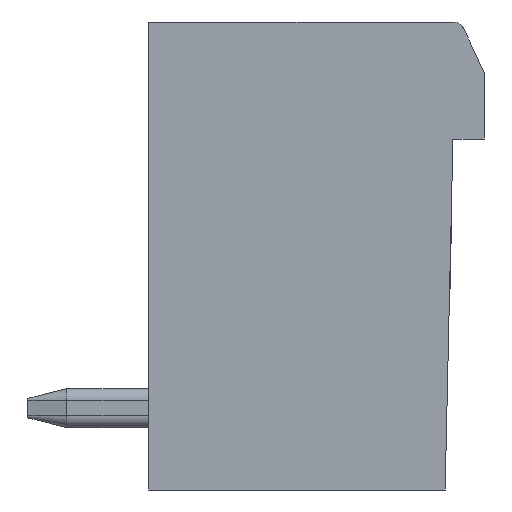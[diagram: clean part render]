
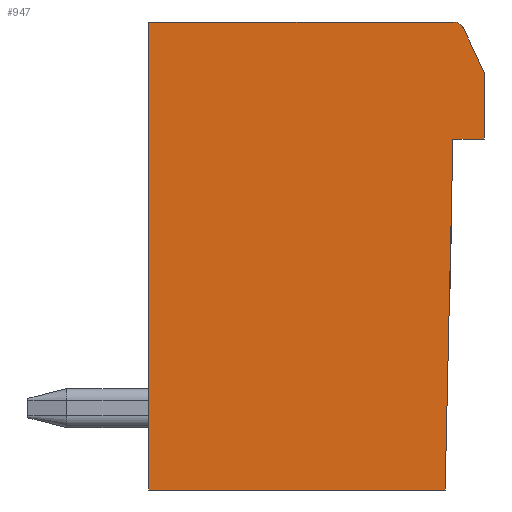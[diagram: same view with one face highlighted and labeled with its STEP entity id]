
A CAD part, left-side view. The second image highlights one B-rep face of the part: STEP entity #947.
In plain terms, the highlighted planar face has unit normal (-1, 0, 0).
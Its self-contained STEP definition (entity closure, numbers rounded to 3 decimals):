
#947=ADVANCED_FACE('',(#2407),#1687,.F.);
#1687=PLANE('',#16111);
#2407=FACE_OUTER_BOUND('',#3254,.T.);
#3254=EDGE_LOOP('',(#10319,#10320,#10321,#10322,#10323,#10324,#10325,#10326));
#3742=LINE('',#21045,#5569);
#3745=LINE('',#21051,#5572);
#3748=LINE('',#21057,#5575);
#4003=LINE('',#21566,#5830);
#4040=LINE('',#21633,#5867);
#4069=LINE('',#21698,#5896);
#5003=LINE('',#24096,#6830);
#5569=VECTOR('',#16919,1.);
#5572=VECTOR('',#16924,1.);
#5575=VECTOR('',#16929,1.);
#5830=VECTOR('',#17186,1.);
#5867=VECTOR('',#17225,1.);
#5896=VECTOR('',#17266,1.);
#6830=VECTOR('',#19374,1.);
#10319=ORIENTED_EDGE('',*,*,#13205,.F.);
#10320=ORIENTED_EDGE('',*,*,#13202,.F.);
#10321=ORIENTED_EDGE('',*,*,#13199,.F.);
#10322=ORIENTED_EDGE('',*,*,#14633,.F.);
#10323=ORIENTED_EDGE('',*,*,#14383,.F.);
#10324=ORIENTED_EDGE('',*,*,#13530,.T.);
#10325=ORIENTED_EDGE('',*,*,#13497,.T.);
#10326=ORIENTED_EDGE('',*,*,#13460,.F.);
#11720=VERTEX_POINT('',#21015);
#11734=VERTEX_POINT('',#21044);
#11736=VERTEX_POINT('',#21049);
#11738=VERTEX_POINT('',#21055);
#11992=VERTEX_POINT('',#21567);
#12006=VERTEX_POINT('',#21596);
#12051=VERTEX_POINT('',#21699);
#12689=VERTEX_POINT('',#23463);
#13199=EDGE_CURVE('',#11734,#11720,#3742,.T.);
#13202=EDGE_CURVE('',#11720,#11736,#3745,.T.);
#13205=EDGE_CURVE('',#11736,#11738,#3748,.T.);
#13460=EDGE_CURVE('',#11738,#11992,#4003,.T.);
#13497=EDGE_CURVE('',#12006,#11992,#4040,.T.);
#13530=EDGE_CURVE('',#12051,#12006,#4069,.T.);
#14383=EDGE_CURVE('',#12051,#12689,#15290,.T.);
#14633=EDGE_CURVE('',#12689,#11734,#5003,.T.);
#15290=CIRCLE('',#15861,0.3);
#15861=AXIS2_PLACEMENT_3D('',#23462,#18669,#18670);
#16111=AXIS2_PLACEMENT_3D('',#24097,#19375,#19376);
#16919=DIRECTION('',(0.,0.,-1.));
#16924=DIRECTION('',(0.,1.,0.));
#16929=DIRECTION('',(0.,0.022,-1.));
#17186=DIRECTION('',(0.,1.,0.));
#17225=DIRECTION('',(0.,0.,-1.));
#17266=DIRECTION('',(0.,1.,0.));
#18669=DIRECTION('',(1.,0.,0.));
#18670=DIRECTION('',(0.,0.,1.));
#19374=DIRECTION('',(0.,-0.419,-0.908));
#19375=DIRECTION('',(1.,0.,0.));
#19376=DIRECTION('',(0.,0.,-1.));
#21015=CARTESIAN_POINT('',(40.,0.,-3.));
#21044=CARTESIAN_POINT('',(40.,0.,-1.3));
#21045=CARTESIAN_POINT('',(40.,0.,-1.3));
#21049=CARTESIAN_POINT('',(40.,0.8,-3.));
#21051=CARTESIAN_POINT('',(40.,0.,-3.));
#21055=CARTESIAN_POINT('',(40.,1.,-12.));
#21057=CARTESIAN_POINT('',(40.,0.8,-3.));
#21566=CARTESIAN_POINT('',(40.,1.,-12.));
#21567=CARTESIAN_POINT('',(40.,8.6,-12.));
#21596=CARTESIAN_POINT('',(40.,8.6,0.));
#21633=CARTESIAN_POINT('',(40.,8.6,0.));
#21698=CARTESIAN_POINT('',(40.,0.792,0.));
#21699=CARTESIAN_POINT('',(40.,0.792,0.));
#23462=CARTESIAN_POINT('',(40.,0.792,-0.3));
#23463=CARTESIAN_POINT('',(40.,0.52,-0.174));
#24096=CARTESIAN_POINT('',(40.,0.52,-0.174));
#24097=CARTESIAN_POINT('',(40.,4.3,-6.));
